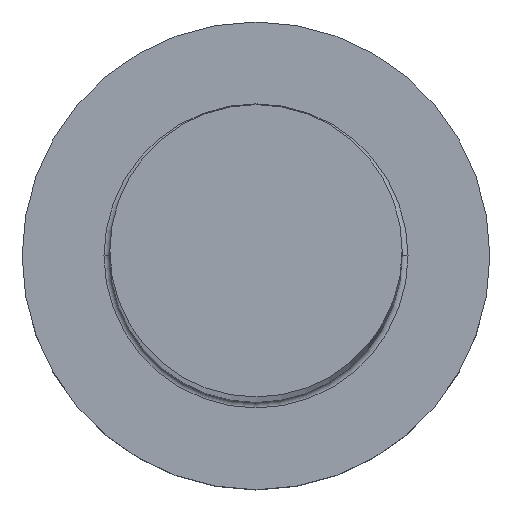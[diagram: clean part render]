
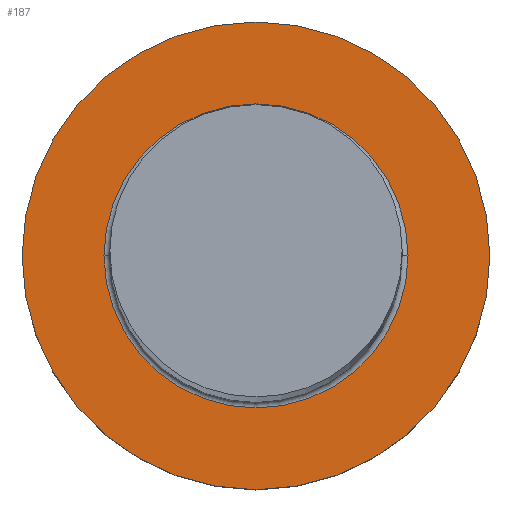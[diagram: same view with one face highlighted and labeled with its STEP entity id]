
A CAD part, top view. The second image highlights one B-rep face of the part: STEP entity #187.
In plain terms, the highlighted planar face has unit normal (0, 0, 1).
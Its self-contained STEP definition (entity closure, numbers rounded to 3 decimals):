
#9 = CARTESIAN_POINT ( 'NONE',  ( 8., 0., 5. ) ) ;
#10 = AXIS2_PLACEMENT_3D ( 'NONE', #121, #206, #92 ) ;
#16 = DIRECTION ( 'NONE',  ( 0., 0., 1. ) ) ;
#19 = AXIS2_PLACEMENT_3D ( 'NONE', #167, #99, #288 ) ;
#30 = CIRCLE ( 'NONE', #19, 8. ) ;
#34 = VERTEX_POINT ( 'NONE', #265 ) ;
#37 = EDGE_CURVE ( 'NONE', #262, #290, #274, .T. ) ;
#55 = CARTESIAN_POINT ( 'NONE',  ( 0., 0., 5. ) ) ;
#77 = ORIENTED_EDGE ( 'NONE', *, *, #37, .T. ) ;
#78 = DIRECTION ( 'NONE',  ( 0., 0., 1. ) ) ;
#80 = AXIS2_PLACEMENT_3D ( 'NONE', #115, #180, #113 ) ;
#84 = EDGE_CURVE ( 'NONE', #294, #34, #285, .T. ) ;
#92 = DIRECTION ( 'NONE',  ( 1., 0., 0. ) ) ;
#97 = CIRCLE ( 'NONE', #80, 5.2 ) ;
#99 = DIRECTION ( 'NONE',  ( 0., 0., 1. ) ) ;
#106 = EDGE_LOOP ( 'NONE', ( #129, #220 ) ) ;
#113 = DIRECTION ( 'NONE',  ( 1., 0., 0. ) ) ;
#115 = CARTESIAN_POINT ( 'NONE',  ( 0., 0., 5. ) ) ;
#121 = CARTESIAN_POINT ( 'NONE',  ( 0., 0., 5. ) ) ;
#129 = ORIENTED_EDGE ( 'NONE', *, *, #84, .T. ) ;
#148 = DIRECTION ( 'NONE',  ( 1., 0., 0. ) ) ;
#149 = CARTESIAN_POINT ( 'NONE',  ( -8., 0., 5. ) ) ;
#156 = FACE_OUTER_BOUND ( 'NONE', #189, .T. ) ;
#158 = PLANE ( 'NONE',  #199 ) ;
#159 = EDGE_CURVE ( 'NONE', #34, #294, #97, .T. ) ;
#167 = CARTESIAN_POINT ( 'NONE',  ( 0., 0., 5. ) ) ;
#180 = DIRECTION ( 'NONE',  ( 0., 0., -1. ) ) ;
#187 = ADVANCED_FACE ( 'NONE', ( #202, #156 ), #158, .T. ) ;
#189 = EDGE_LOOP ( 'NONE', ( #297, #77 ) ) ;
#199 = AXIS2_PLACEMENT_3D ( 'NONE', #300, #16, #251 ) ;
#202 = FACE_BOUND ( 'NONE', #106, .T. ) ;
#206 = DIRECTION ( 'NONE',  ( 0., 0., -1. ) ) ;
#220 = ORIENTED_EDGE ( 'NONE', *, *, #159, .T. ) ;
#236 = CARTESIAN_POINT ( 'NONE',  ( 5.2, 0., 5. ) ) ;
#237 = AXIS2_PLACEMENT_3D ( 'NONE', #55, #78, #148 ) ;
#251 = DIRECTION ( 'NONE',  ( 1., 0., 0. ) ) ;
#262 = VERTEX_POINT ( 'NONE', #9 ) ;
#265 = CARTESIAN_POINT ( 'NONE',  ( -5.2, 0., 5. ) ) ;
#274 = CIRCLE ( 'NONE', #237, 8. ) ;
#285 = CIRCLE ( 'NONE', #10, 5.2 ) ;
#288 = DIRECTION ( 'NONE',  ( 1., 0., 0. ) ) ;
#290 = VERTEX_POINT ( 'NONE', #149 ) ;
#294 = VERTEX_POINT ( 'NONE', #236 ) ;
#297 = ORIENTED_EDGE ( 'NONE', *, *, #305, .T. ) ;
#300 = CARTESIAN_POINT ( 'NONE',  ( 0., 0., 5. ) ) ;
#305 = EDGE_CURVE ( 'NONE', #290, #262, #30, .T. ) ;
